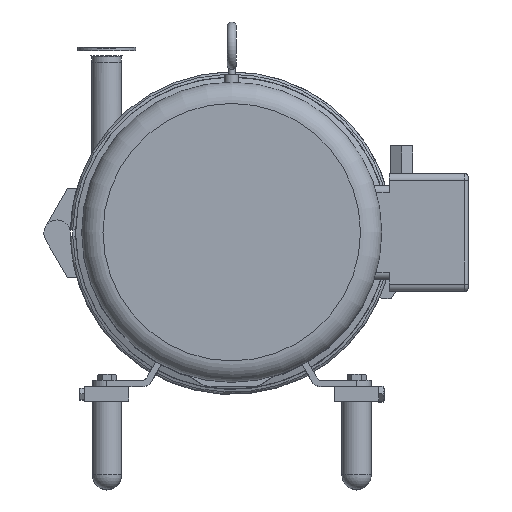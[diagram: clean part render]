
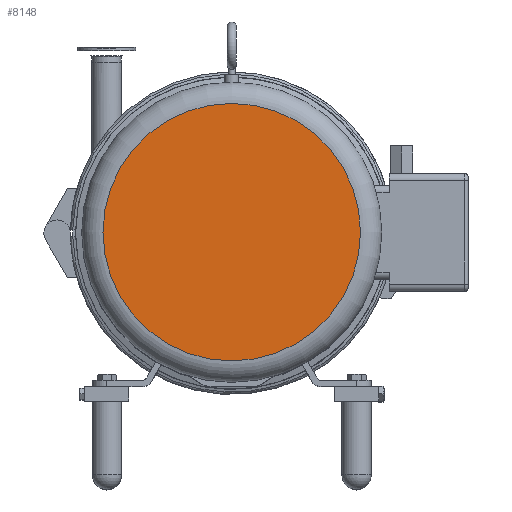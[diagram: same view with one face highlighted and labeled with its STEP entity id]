
A CAD part, top view. The second image highlights one B-rep face of the part: STEP entity #8148.
In plain terms, the highlighted planar face has unit normal (0, 0, 1).
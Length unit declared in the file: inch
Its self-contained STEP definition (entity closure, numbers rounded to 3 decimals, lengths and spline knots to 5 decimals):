
#1681=PLANE('',#8883);
#2089=FACE_OUTER_BOUND('',#2563,.T.);
#2563=EDGE_LOOP('',(#7049,#7050));
#2932=CIRCLE('',#8884,4.384);
#2933=CIRCLE('',#8885,4.384);
#3817=VERTEX_POINT('',#14307);
#3818=VERTEX_POINT('',#14308);
#4932=EDGE_CURVE('',#3817,#3818,#2932,.T.);
#4933=EDGE_CURVE('',#3818,#3817,#2933,.T.);
#7049=ORIENTED_EDGE('',*,*,#4932,.F.);
#7050=ORIENTED_EDGE('',*,*,#4933,.F.);
#8148=ADVANCED_FACE('',(#2089),#1681,.T.);
#8883=AXIS2_PLACEMENT_3D('',#14306,#10840,#10841);
#8884=AXIS2_PLACEMENT_3D('',#14309,#10842,#10843);
#8885=AXIS2_PLACEMENT_3D('',#14310,#10844,#10845);
#10840=DIRECTION('center_axis',(0.,0.,
1.));
#10841=DIRECTION('ref_axis',(0.,1.,0.));
#10842=DIRECTION('center_axis',(0.,0.,
-1.));
#10843=DIRECTION('ref_axis',(1.,0.,0.));
#10844=DIRECTION('center_axis',(0.,0.,
-1.));
#10845=DIRECTION('ref_axis',(1.,0.,0.));
#14306=CARTESIAN_POINT('Origin',(-5.11,0.,20.11252));
#14307=CARTESIAN_POINT('',(-4.384,0.,20.11252));
#14308=CARTESIAN_POINT('',(0.,4.384,20.11252));
#14309=CARTESIAN_POINT('Origin',(0.,0.,20.11252));
#14310=CARTESIAN_POINT('Origin',(0.,0.,20.11252));
